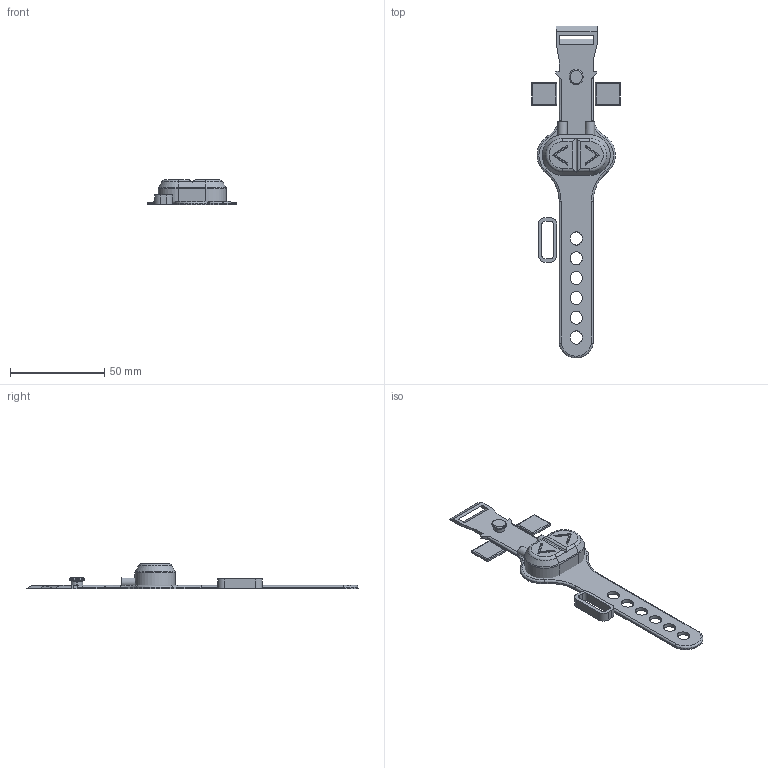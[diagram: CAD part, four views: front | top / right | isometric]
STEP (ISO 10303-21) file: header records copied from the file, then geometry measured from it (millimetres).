
FILE_DESCRIPTION(/* description */ (''),/* implementation_level */ '2;1');
FILE_NAME(/* name */ 'Shifter Cover.step',/* time_stamp */ '2023-02-09T12:48:37-06:00',/* author */ (''),/* organization */ (''),/* preprocessor_version */ 'ST-DEVELOPER v19.2',/* originating_system */ 'Autodesk Translation Framework v11.17.0.187',/* authorisation */ '');
FILE_SCHEMA (('AUTOMOTIVE_DESIGN { 1 0 10303 214 3 1 1 }'));
Length unit declared in the file: millimetre
Products named in the file (4): Shifter Cover; Bottom_Half; Strap; Plug
Assembly tree (4 placements, depth 3):
  Shifter Cover
    Bottom_Half
      Strap
    Plug  x2
Bounding box: 47.3 x 176.47 x 13.7 mm (x, y, z)
Volume: 11333.8 mm3; surface area: 13623.1 mm2
Topology: 5 solids, 5 shells, 325 faces, 899 edges, 580 vertices
Faces by surface type: plane 222, cylinder 74, torus 17, cone 8, bspline 4
Full cylindrical faces by diameter (mm): 3 x2
Entity records: 10515 total; most frequent: CARTESIAN_POINT 2150, ORIENTED_EDGE 1750, DIRECTION 1703, EDGE_CURVE 875, LINE 649, VECTOR 649, VERTEX_POINT 568, AXIS2_PLACEMENT_3D 527
